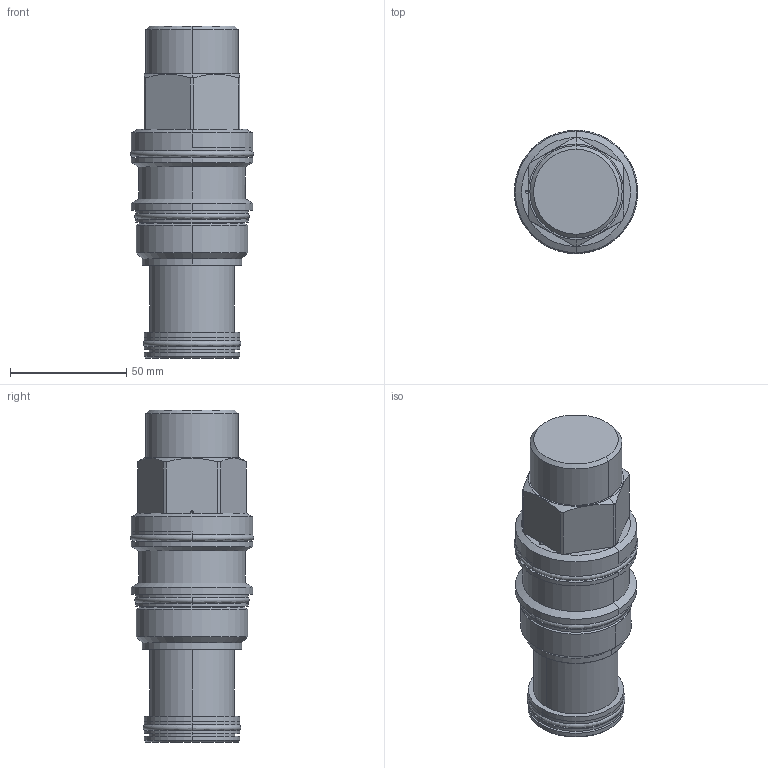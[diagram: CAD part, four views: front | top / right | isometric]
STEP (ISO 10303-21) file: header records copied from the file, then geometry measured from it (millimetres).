
FILE_DESCRIPTION((''),'2;1');
FILE_NAME('RSJE-BBN_PRT','2009-08-20T',('Administrator'),(''),'PRO/ENGINEER BY PARAMETRIC TECHNOLOGY CORPORATION, 2006240','PRO/ENGINEER BY PARAMETRIC TECHNOLOGY CORPORATION, 2006240','');
FILE_SCHEMA(('CONFIG_CONTROL_DESIGN'));
Length unit declared in the file: inch
Products named in the file (1): RSJE-BBN_PRT
Bounding box: 53.06 x 53.05 x 142.85 mm (x, y, z)
Volume: 212531 mm3; surface area: 31151.3 mm2
Topology: 4 solids, 4 shells, 122 faces, 268 edges, 161 vertices
Faces by surface type: cylinder 48, plane 30, cone 20, torus 12, revolution 12
Entity records: 4113 total; most frequent: CARTESIAN_POINT 1355, DIRECTION 601, ORIENTED_EDGE 532, EDGE_CURVE 266, AXIS2_PLACEMENT_3D 253, VERTEX_POINT 161, CIRCLE 143, EDGE_LOOP 137
